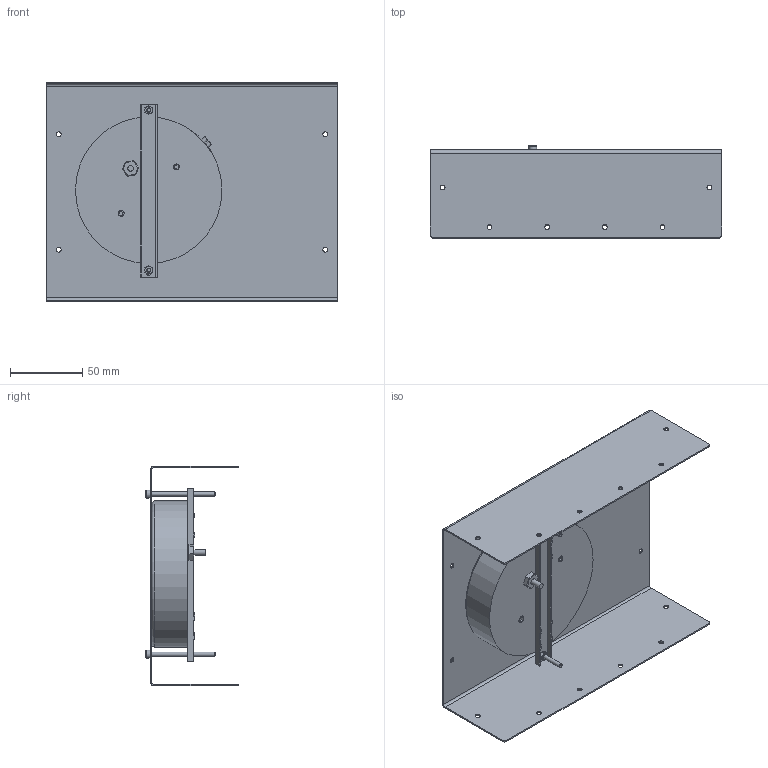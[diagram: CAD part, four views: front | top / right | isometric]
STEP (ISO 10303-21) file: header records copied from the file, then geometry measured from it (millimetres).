
FILE_DESCRIPTION(/* description */ (''),/* implementation_level */ '2;1');
FILE_NAME(/* name */ 'Proto2.stp',/* time_stamp */ '2020-06-18T15:37:42-04:00',/* author */ ('Bruno'),/* organization */ (''),/* preprocessor_version */ 'ST-DEVELOPER v18',/* originating_system */ 'Autodesk Inventor 2020',/* authorisation */ '');
FILE_SCHEMA (('AUTOMOTIVE_DESIGN { 1 0 10303 214 3 1 1 }'));
Length unit declared in the file: millimetre
Products named in the file (11): Proto2; Ensamblaje_v5; tapa_v5; Sello Plato Oring2155; Platogrueso; Termocupla; Calefactor630W; din_913-m5x5-a4; Parker DIN912-M3x45; Barra fijación calefactor; tuerca_din934_m3-6
Assembly tree (13 placements, depth 3):
  Proto2
    Ensamblaje_v5
      tapa_v5
    Sello Plato Oring2155
    Platogrueso
    Termocupla
    Calefactor630W
    din_913-m5x5-a4  x2
    Parker DIN912-M3x45  x2
    Barra fijación calefactor
    tuerca_din934_m3-6  x2
Bounding box: 202 x 64 x 152 mm (x, y, z)
Volume: 241848.4 mm3; surface area: 138849 mm2
Topology: 12 solids, 12 shells, 204 faces, 567 edges, 394 vertices
Faces by surface type: plane 129, cylinder 50, cone 21, torus 3, bspline 1
Full cylindrical faces by diameter (mm): 2.459 x2, 2.8 x1, 3 x4, 3.4 x18, 4 x1, 4.134 x2, 4.5 x1, 4.917 x1, 5 x2, 5.5 x2, 6 x1, 15.875 x1, 16.5 x1, 94.2 x1, 95 x1, 101.6 x1
Entity records: 6078 total; most frequent: CARTESIAN_POINT 1156, DIRECTION 980, ORIENTED_EDGE 922, EDGE_CURVE 461, AXIS2_PLACEMENT_3D 364, VERTEX_POINT 324, LINE 252, VECTOR 252
